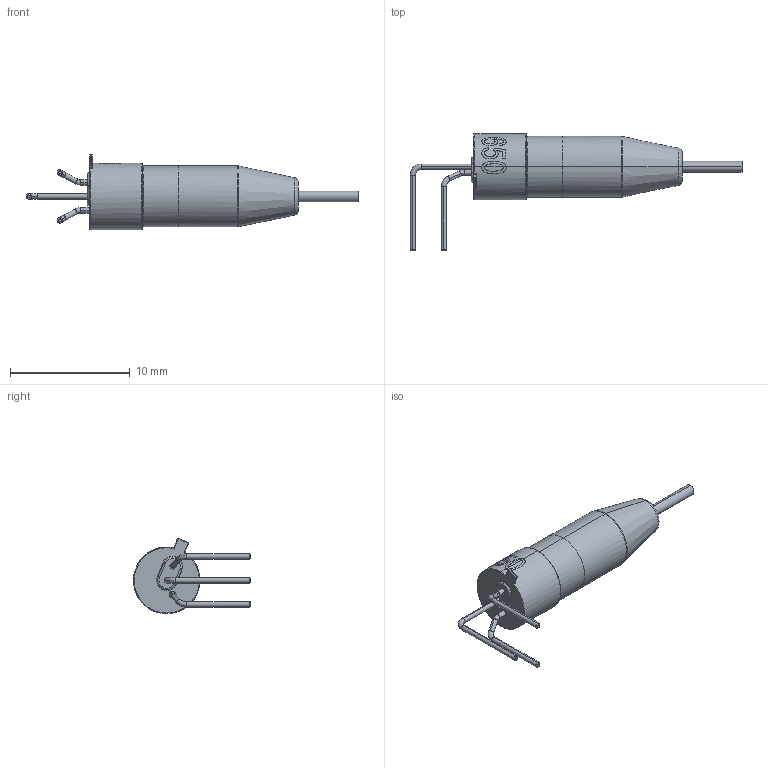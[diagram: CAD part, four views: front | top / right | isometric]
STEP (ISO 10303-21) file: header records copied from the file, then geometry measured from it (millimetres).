
FILE_DESCRIPTION (( 'STEP AP214' ), '1' );
FILE_NAME ('User Library-EPM650.STEP', '2018-11-06T13:08:15', ( '' ), ( '' ), 'SwSTEP 2.0', 'SolidWorks 2018', '' );
FILE_SCHEMA (( 'AUTOMOTIVE_DESIGN' ));
Length unit declared in the file: millimetre
Products named in the file (1): User Library-EPM650
Bounding box: 27.73 x 9.78 x 6.29 mm (x, y, z)
Volume: 343.4 mm3; surface area: 360 mm2
Topology: 1 solids, 1 shells, 191 faces, 488 edges, 310 vertices
Faces by surface type: bspline 53, cylinder 49, plane 44, torus 38, sphere 5, cone 2
Entity records: 12657 total; most frequent: CARTESIAN_POINT 6466, ORIENTED_EDGE 968, DIRECTION 790, EDGE_CURVE 484, AXIS2_PLACEMENT_3D 340, VERTEX_POINT 308, EDGE_LOOP 204, CIRCLE 201
